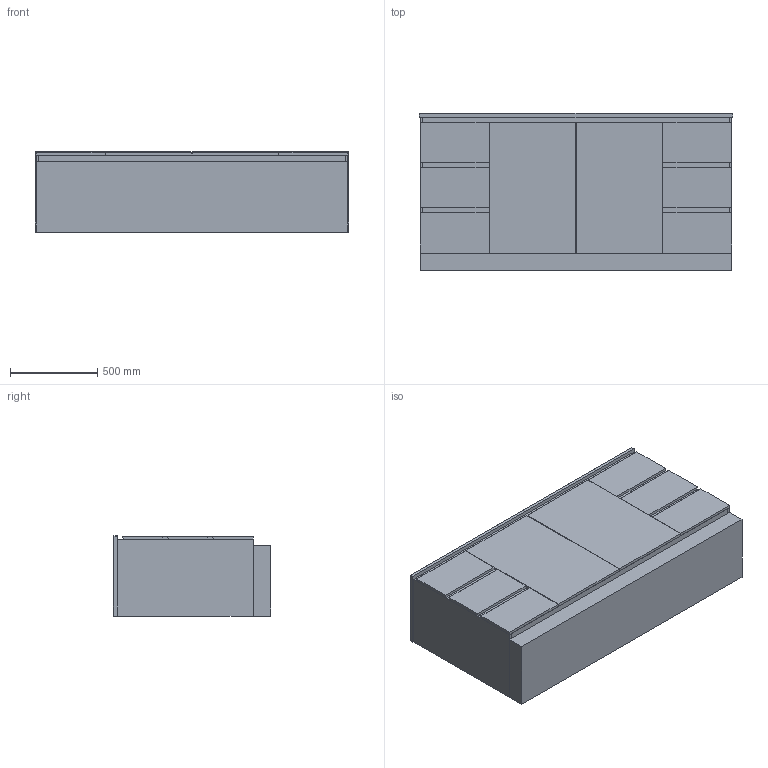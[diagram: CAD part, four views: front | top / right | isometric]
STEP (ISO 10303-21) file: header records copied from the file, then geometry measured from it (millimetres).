
FILE_DESCRIPTION (( 'STEP AP214' ), '1' );
FILE_NAME ('FD Acrylic 1800D WK ASSEM.STEP', '2019-03-06T04:40:42', ( '' ), ( '' ), 'SwSTEP 2.0', 'SolidWorks 2015', '' );
FILE_SCHEMA (( 'AUTOMOTIVE_DESIGN' ));
Length unit declared in the file: millimetre
Products named in the file (3): Essentials Acrylic 1800D; FD Acrylic 1800D WK; FD Acrylic 1800D WK ASSEM
Assembly tree (2 placements, depth 2):
  FD Acrylic 1800D WK ASSEM
    Essentials Acrylic 1800D
    FD Acrylic 1800D WK
Bounding box: 1800 x 902.1 x 460 mm (x, y, z)
Volume: 183025967.6 mm3; surface area: 15482863.5 mm2
Topology: 15 solids, 15 shells, 159 faces, 343 edges, 212 vertices
Faces by surface type: plane 114, cylinder 23, bspline 12, sphere 6, torus 4
Entity records: 6166 total; most frequent: CARTESIAN_POINT 2119, ORIENTED_EDGE 674, DIRECTION 671, EDGE_CURVE 337, VECTOR 267, LINE 267, VERTEX_POINT 212, AXIS2_PLACEMENT_3D 202
